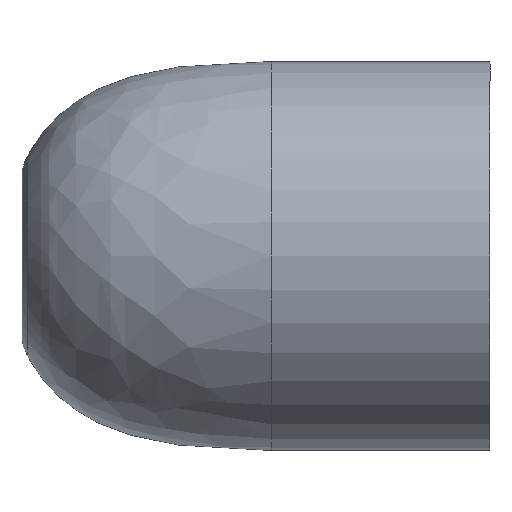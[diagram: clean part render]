
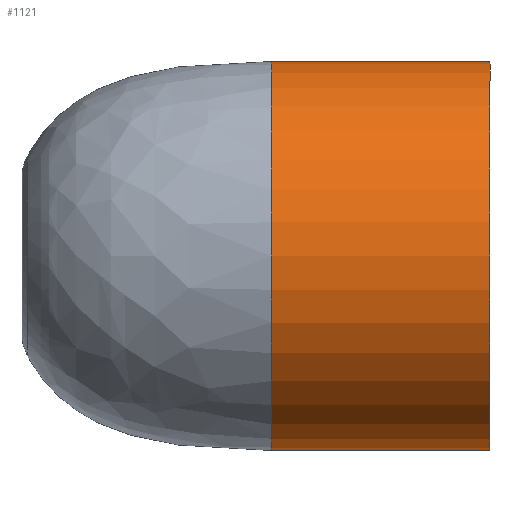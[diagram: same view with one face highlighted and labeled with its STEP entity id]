
A CAD part, front view. The second image highlights one B-rep face of the part: STEP entity #1121.
In plain terms, the highlighted cylindrical face has radius 44.5 mm (diameter 89 mm), a full revolution.
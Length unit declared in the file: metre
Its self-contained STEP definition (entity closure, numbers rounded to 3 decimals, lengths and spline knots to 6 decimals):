
#48=CIRCLE('',#1167,0.0445);
#85=CIRCLE('',#1208,0.0445);
#135=CIRCLE('',#1296,0.0445);
#478=ORIENTED_EDGE('',*,*,#641,.F.);
#479=ORIENTED_EDGE('',*,*,#599,.T.);
#480=ORIENTED_EDGE('',*,*,#736,.T.);
#599=EDGE_CURVE('',#776,#774,#48,.T.);
#641=EDGE_CURVE('',#810,#810,#85,.T.);
#736=EDGE_CURVE('',#774,#776,#135,.T.);
#774=VERTEX_POINT('',#1819);
#776=VERTEX_POINT('',#1822);
#810=VERTEX_POINT('',#1914);
#949=EDGE_LOOP('',(#478));
#950=EDGE_LOOP('',(#479,#480));
#1018=FACE_BOUND('',#949,.T.);
#1019=FACE_BOUND('',#950,.T.);
#1059=CYLINDRICAL_SURFACE('',#1295,0.0445);
#1121=ADVANCED_FACE('',(#1018,#1019),#1059,.T.);
#1167=AXIS2_PLACEMENT_3D('',#1821,#1360,#1361);
#1208=AXIS2_PLACEMENT_3D('',#1913,#1444,#1445);
#1295=AXIS2_PLACEMENT_3D('',#2183,#1640,#1641);
#1296=AXIS2_PLACEMENT_3D('',#2184,#1642,#1643);
#1360=DIRECTION('',(1.,0.,0.));
#1361=DIRECTION('',(0.,0.,1.));
#1444=DIRECTION('',(1.,0.,0.));
#1445=DIRECTION('',(0.,0.,1.));
#1640=DIRECTION('',(1.,0.,0.));
#1641=DIRECTION('',(0.,0.,1.));
#1642=DIRECTION('',(1.,0.,0.));
#1643=DIRECTION('',(0.,0.,1.));
#1819=CARTESIAN_POINT('',(-0.16,0.,-0.0445));
#1821=CARTESIAN_POINT('',(-0.16,0.,0.));
#1822=CARTESIAN_POINT('',(-0.16,0.,0.0445));
#1913=CARTESIAN_POINT('',(-0.11,0.,0.));
#1914=CARTESIAN_POINT('',(-0.11,0.,0.0445));
#2183=CARTESIAN_POINT('',(-0.15,0.,0.));
#2184=CARTESIAN_POINT('',(-0.16,0.,0.));
